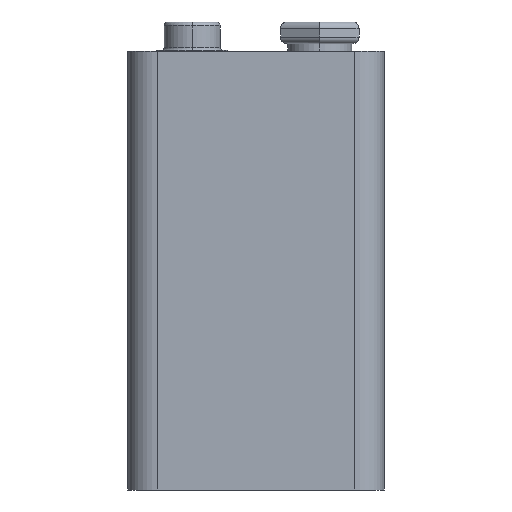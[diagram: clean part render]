
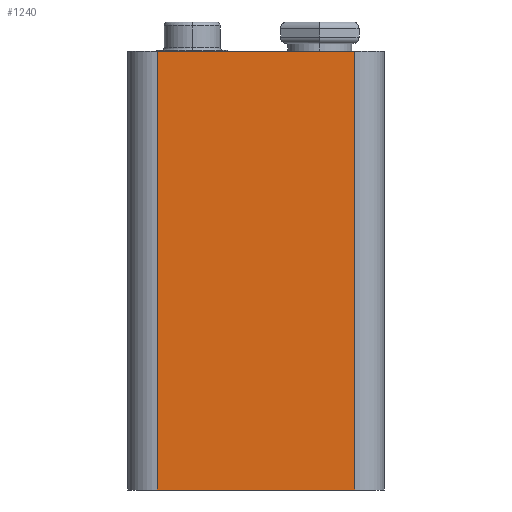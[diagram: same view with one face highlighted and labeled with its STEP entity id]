
A CAD part, left-side view. The second image highlights one B-rep face of the part: STEP entity #1240.
In plain terms, the highlighted planar face has unit normal (-1, 0, 0).
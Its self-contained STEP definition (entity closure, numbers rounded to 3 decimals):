
#89 = DIRECTION ( 'NONE',  ( 0., 0., -1. ) ) ;
#106 = LINE ( 'NONE', #330, #3158 ) ;
#161 = FACE_OUTER_BOUND ( 'NONE', #2749, .T. ) ;
#231 = VERTEX_POINT ( 'NONE', #1683 ) ;
#271 = LINE ( 'NONE', #511, #1032 ) ;
#330 = CARTESIAN_POINT ( 'NONE',  ( -8.45, 10.05, 44.7 ) ) ;
#399 = VERTEX_POINT ( 'NONE', #572 ) ;
#511 = CARTESIAN_POINT ( 'NONE',  ( -8.45, -13.05, 0. ) ) ;
#550 = CARTESIAN_POINT ( 'NONE',  ( -8.45, 10.05, 0. ) ) ;
#572 = CARTESIAN_POINT ( 'NONE',  ( -8.45, -10.05, 44.7 ) ) ;
#579 = VECTOR ( 'NONE', #3151, 1000. ) ;
#693 = VERTEX_POINT ( 'NONE', #550 ) ;
#991 = DIRECTION ( 'NONE',  ( 0., -1., 0. ) ) ;
#1032 = VECTOR ( 'NONE', #991, 1000. ) ;
#1240 = ADVANCED_FACE ( 'NONE', ( #161 ), #2565, .F. ) ;
#1297 = EDGE_CURVE ( 'NONE', #231, #399, #2122, .T. ) ;
#1299 = CARTESIAN_POINT ( 'NONE',  ( -8.45, -13.05, 44.7 ) ) ;
#1320 = ORIENTED_EDGE ( 'NONE', *, *, #1297, .F. ) ;
#1395 = CARTESIAN_POINT ( 'NONE',  ( -8.45, -10.05, 0. ) ) ;
#1402 = VECTOR ( 'NONE', #3250, 1000. ) ;
#1502 = CARTESIAN_POINT ( 'NONE',  ( -8.45, -13.05, 44.7 ) ) ;
#1595 = EDGE_CURVE ( 'NONE', #231, #693, #106, .T. ) ;
#1656 = ORIENTED_EDGE ( 'NONE', *, *, #1595, .T. ) ;
#1683 = CARTESIAN_POINT ( 'NONE',  ( -8.45, 10.05, 44.7 ) ) ;
#1998 = VERTEX_POINT ( 'NONE', #1395 ) ;
#2122 = LINE ( 'NONE', #1299, #579 ) ;
#2227 = LINE ( 'NONE', #2526, #1402 ) ;
#2311 = DIRECTION ( 'NONE',  ( 1., 0., 0. ) ) ;
#2439 = ORIENTED_EDGE ( 'NONE', *, *, #3001, .T. ) ;
#2526 = CARTESIAN_POINT ( 'NONE',  ( -8.45, -10.05, 44.7 ) ) ;
#2565 = PLANE ( 'NONE',  #2593 ) ;
#2593 = AXIS2_PLACEMENT_3D ( 'NONE', #1502, #2311, #3325 ) ;
#2609 = ORIENTED_EDGE ( 'NONE', *, *, #3172, .T. ) ;
#2749 = EDGE_LOOP ( 'NONE', ( #2439, #2609, #1320, #1656 ) ) ;
#3001 = EDGE_CURVE ( 'NONE', #693, #1998, #271, .T. ) ;
#3151 = DIRECTION ( 'NONE',  ( 0., -1., 0. ) ) ;
#3158 = VECTOR ( 'NONE', #89, 1000. ) ;
#3172 = EDGE_CURVE ( 'NONE', #1998, #399, #2227, .T. ) ;
#3250 = DIRECTION ( 'NONE',  ( 0., 0., 1. ) ) ;
#3325 = DIRECTION ( 'NONE',  ( 0., 0., -1. ) ) ;
